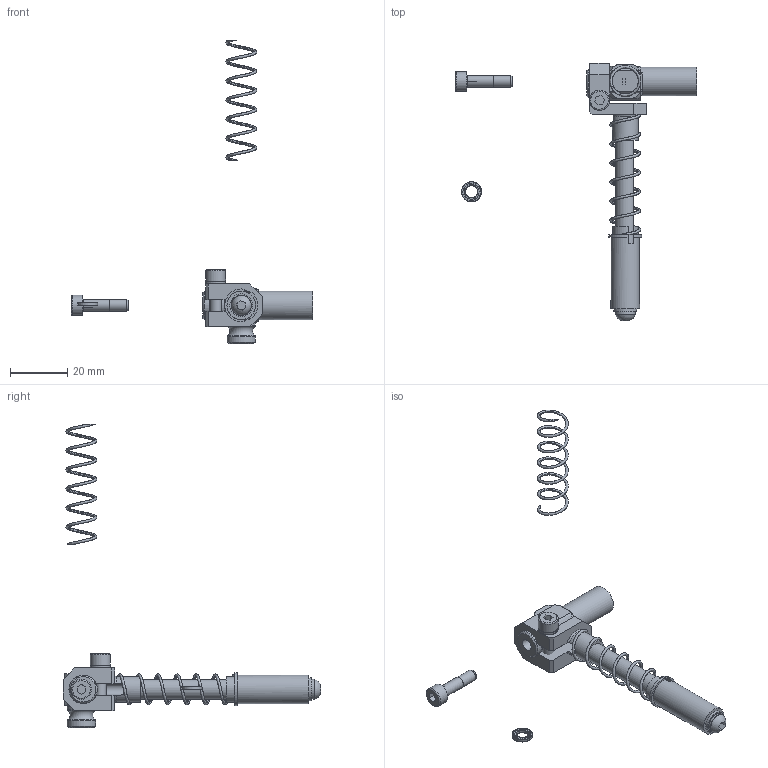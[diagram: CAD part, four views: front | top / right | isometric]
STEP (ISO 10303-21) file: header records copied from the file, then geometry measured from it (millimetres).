
FILE_DESCRIPTION( ( 'Unknown' ), '1' );
FILE_NAME( 'CA.GGV.10050530.stp', 'Unknown', ( 'Unknown' ), ( 'Unknown' ), 'PSStep 13.0', 'Unknown', ' ' );
FILE_SCHEMA( ( 'AUTOMOTIVE_DESIGN { 1 0 10303 214 1 1 1 1 }' ) );
Length unit declared in the file: millimetre
Products named in the file (9): Assem1; GGB.10.5.5; R.4.SCH; V-tcei M  4 x 16; GGVE.10.2; R.4; V.TBCE4X10.BUTT; GGV.10.30; M.10X47
Bounding box: 84.5 x 90.17 x 106.35 mm (x, y, z)
Volume: 13213.9 mm3; surface area: 16583.5 mm2
Topology: 14 solids, 17 shells, 816 faces, 2355 edges, 1562 vertices
Faces by surface type: plane 710, cylinder 54, cone 32, torus 16, sphere 2, bspline 2
Full cylindrical faces by diameter (mm): 3.242 x4, 4 x6, 4.134 x4, 4.2 x2, 4.3 x5, 7 x5, 7.2 x2, 8 x2, 9 x2, 9.9 x4, 10 x2
Entity records: 13188 total; most frequent: CARTESIAN_POINT 2730, DIRECTION 1714, ORIENTED_EDGE 1672, EDGE_CURVE 836, AXIS2_PLACEMENT_3D 595, VERTEX_POINT 570, LINE 524, VECTOR 524
